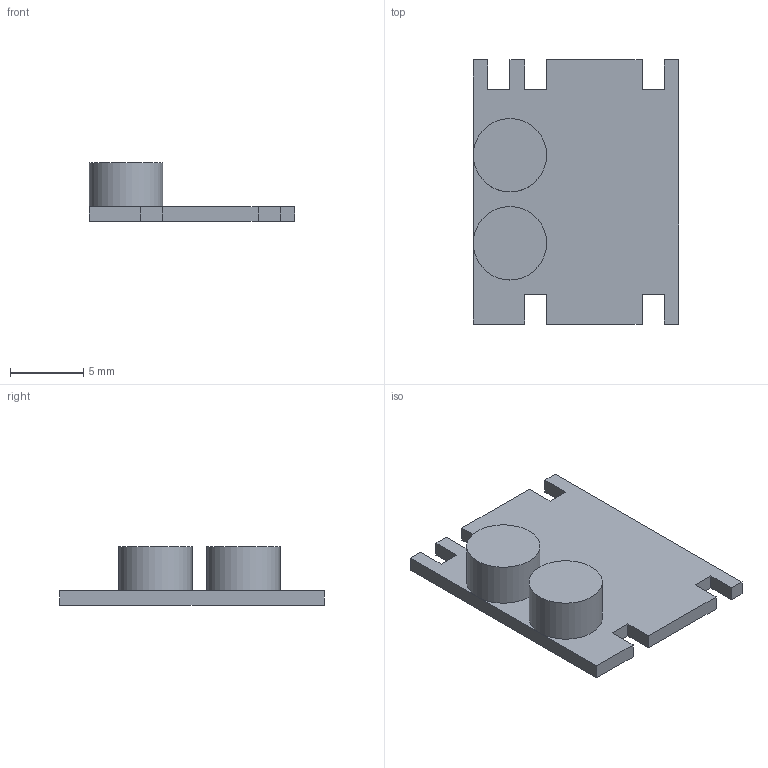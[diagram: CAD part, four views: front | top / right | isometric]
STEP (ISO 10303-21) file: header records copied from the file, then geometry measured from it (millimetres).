
FILE_DESCRIPTION(/* description */ ('STEP AP242','CAx-IF Rec.Pracs.---Representation and Presentation of Product Manufacturing Information (PMI)---4.0---2014-10-13','CAx-IF Rec.Pracs.---3D Tessellated Geometry---0.4---2014-09-14','2;1'),/* implementation_level */ '2;1');
FILE_NAME(/* name */ '68cabb8069b17f6e8978e176',/* time_stamp */ '2025-09-17T13:45:37Z',/* author */ (''),/* organization */ (''),/* preprocessor_version */ 'ST-DEVELOPER v20',/* originating_system */ 'ONSHAPE BY PTC INC, 1.203',/* authorisation */ ' ');
FILE_SCHEMA (('AP242_MANAGED_MODEL_BASED_3D_ENGINEERING_MIM_LF { 1 0 10303 442 1 1 4 }'));
Length unit declared in the file: metre
Products named in the file (1): BuckBoostRegulator
Bounding box: 14 x 18 x 4 mm (x, y, z)
Volume: 354.8 mm3; surface area: 652.2 mm2
Topology: 1 solids, 1 shells, 30 faces, 82 edges, 54 vertices
Faces by surface type: plane 28, cylinder 2
Full cylindrical faces by diameter (mm): 5 x2
Entity records: 1127 total; most frequent: CARTESIAN_POINT 161, ORIENTED_EDGE 156, DIRECTION 144, EDGE_CURVE 78, LINE 74, VECTOR 74, VERTEX_POINT 52, AXIS2_PLACEMENT_3D 35
